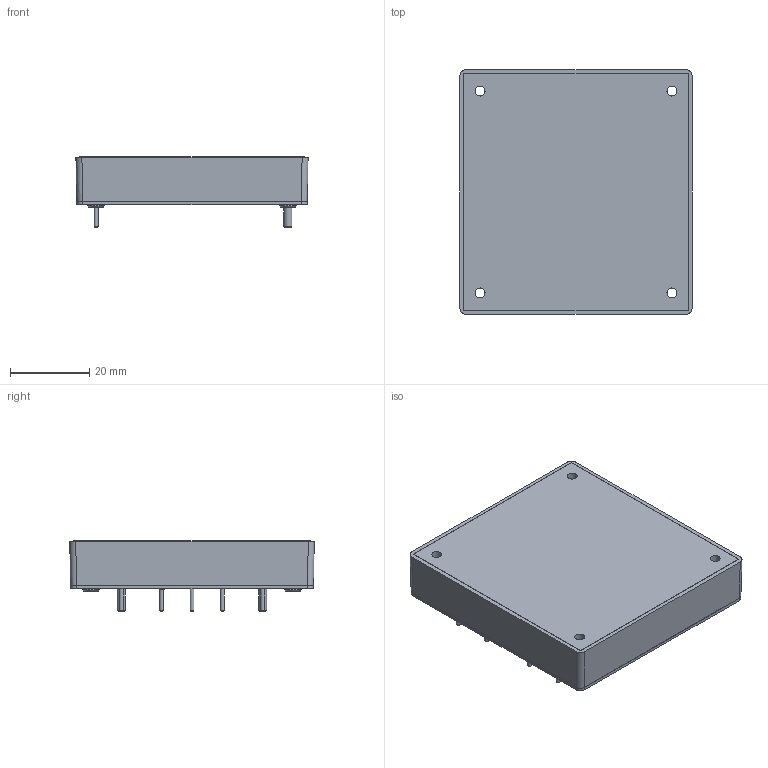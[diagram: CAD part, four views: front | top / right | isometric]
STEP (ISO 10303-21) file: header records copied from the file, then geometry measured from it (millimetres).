
FILE_DESCRIPTION(/* description */ (''),/* implementation_level */ '2;1');
FILE_NAME(/* name */ 'DCDC_TRACO_TEP100.stp',/* time_stamp */ '2016-03-24T10:39:29+01:00',/* author */ ('riccim'),/* organization */ (''),/* preprocessor_version */ 'ST-DEVELOPER v15.5',/* originating_system */ 'AutoCAD Mechanical',/* authorisation */ '');
FILE_SCHEMA (('AUTOMOTIVE_DESIGN { 1 0 10303 214 3 1 1 }'));
Length unit declared in the file: millimetre
Products named in the file (1): Product
Bounding box: 58.4 x 61.5 x 17.8 mm (x, y, z)
Volume: 42964.8 mm3; surface area: 17725 mm2
Topology: 15 solids, 15 shells, 98 faces, 186 edges, 119 vertices
Faces by surface type: plane 47, cylinder 33, cone 18
Full cylindrical faces by diameter (mm): 1 x7, 2 x2, 2.5 x12
Entity records: 2264 total; most frequent: DIRECTION 414, CARTESIAN_POINT 355, ORIENTED_EDGE 272, AXIS2_PLACEMENT_3D 183, EDGE_LOOP 162, EDGE_CURVE 136, VERTEX_POINT 108, FACE_OUTER_BOUND 98
